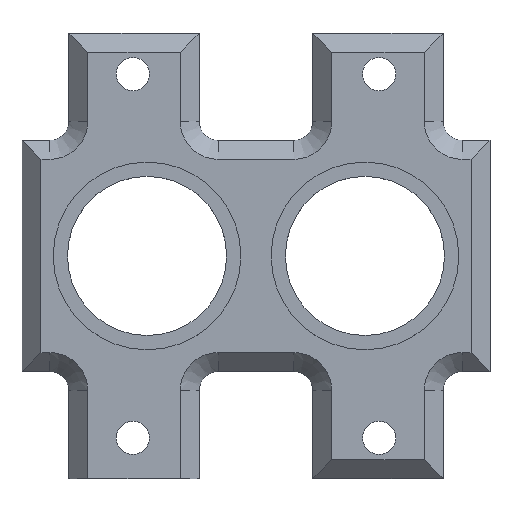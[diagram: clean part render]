
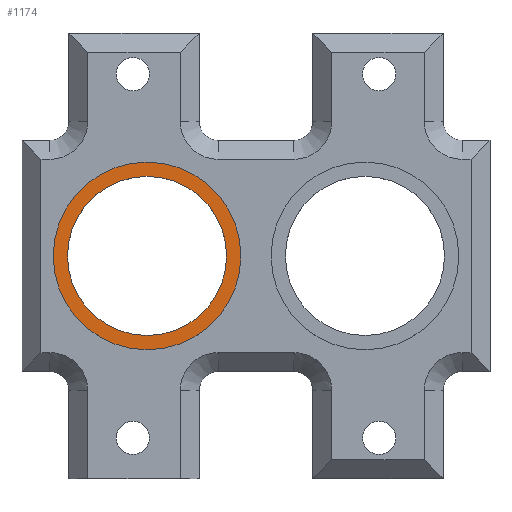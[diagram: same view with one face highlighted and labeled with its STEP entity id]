
A CAD part, top view. The second image highlights one B-rep face of the part: STEP entity #1174.
In plain terms, the highlighted planar face has unit normal (0, 0, 1).
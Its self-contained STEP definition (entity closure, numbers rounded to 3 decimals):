
#15=FACE_BOUND('',#216,.T.);
#69=CIRCLE('',#1288,9.9);
#71=CIRCLE('',#1291,8.4);
#148=FACE_OUTER_BOUND('',#215,.T.);
#215=EDGE_LOOP('',(#970));
#216=EDGE_LOOP('',(#971));
#571=VERTEX_POINT('',#1932);
#573=VERTEX_POINT('',#1938);
#724=EDGE_CURVE('',#571,#571,#69,.T.);
#727=EDGE_CURVE('',#573,#573,#71,.T.);
#970=ORIENTED_EDGE('',*,*,#724,.T.);
#971=ORIENTED_EDGE('',*,*,#727,.T.);
#1114=PLANE('',#1290);
#1174=ADVANCED_FACE('',(#148,#15),#1114,.T.);
#1288=AXIS2_PLACEMENT_3D('',#1933,#1589,#1590);
#1290=AXIS2_PLACEMENT_3D('',#1937,#1594,#1595);
#1291=AXIS2_PLACEMENT_3D('',#1939,#1596,#1597);
#1589=DIRECTION('center_axis',(0.,0.,1.));
#1590=DIRECTION('ref_axis',(1.,0.,0.));
#1594=DIRECTION('center_axis',(0.,0.,1.));
#1595=DIRECTION('ref_axis',(1.,0.,0.));
#1596=DIRECTION('center_axis',(0.,0.,-1.));
#1597=DIRECTION('ref_axis',(-1.,0.,0.));
#1932=CARTESIAN_POINT('',(-17.93,-8.875,5.));
#1933=CARTESIAN_POINT('Origin',(-8.03,-8.875,5.));
#1937=CARTESIAN_POINT('Origin',(-8.03,-8.875,5.));
#1938=CARTESIAN_POINT('',(0.37,-8.875,5.));
#1939=CARTESIAN_POINT('Origin',(-8.03,-8.875,5.));
